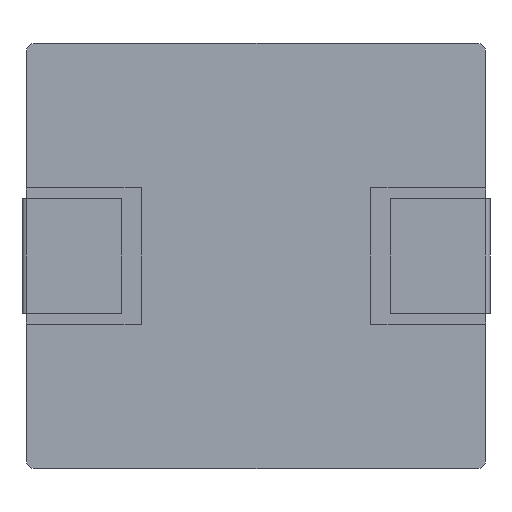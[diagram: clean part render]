
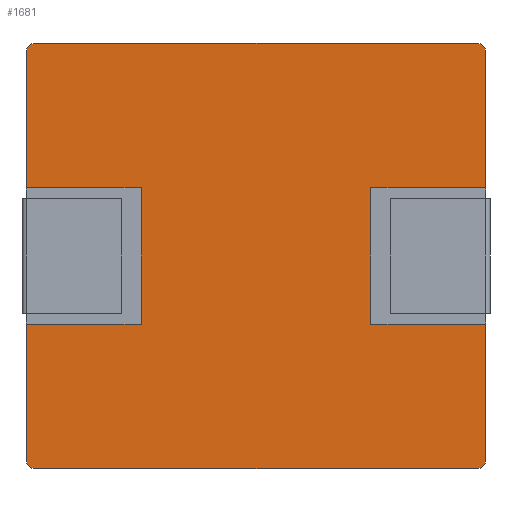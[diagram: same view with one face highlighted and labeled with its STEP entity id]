
A CAD part, front view. The second image highlights one B-rep face of the part: STEP entity #1681.
In plain terms, the highlighted planar face has unit normal (0, -1, 0).
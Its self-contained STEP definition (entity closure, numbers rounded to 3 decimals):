
#40 = CARTESIAN_POINT ( 'NONE',  ( -5.2, -1.9, 4.8 ) ) ;
#42 = VECTOR ( 'NONE', #328, 1000. ) ;
#72 = VECTOR ( 'NONE', #1867, 1000. ) ;
#76 = CARTESIAN_POINT ( 'NONE',  ( 5.2, -1.9, 4.8 ) ) ;
#78 = ORIENTED_EDGE ( 'NONE', *, *, #1789, .F. ) ;
#92 = DIRECTION ( 'NONE',  ( 0., 1., 0. ) ) ;
#106 = LINE ( 'NONE', #1671, #176 ) ;
#108 = VECTOR ( 'NONE', #739, 1000. ) ;
#119 = EDGE_CURVE ( 'NONE', #568, #1005, #1175, .T. ) ;
#123 = CARTESIAN_POINT ( 'NONE',  ( -5.4, -1.9, -1.6 ) ) ;
#132 = EDGE_CURVE ( 'NONE', #715, #493, #1826, .T. ) ;
#142 = CARTESIAN_POINT ( 'NONE',  ( -5.4, -1.9, -5. ) ) ;
#148 = CARTESIAN_POINT ( 'NONE',  ( -5.2, -1.9, -5. ) ) ;
#158 = CARTESIAN_POINT ( 'NONE',  ( 5.4, -1.9, 1.6 ) ) ;
#166 = VECTOR ( 'NONE', #1087, 1000. ) ;
#176 = VECTOR ( 'NONE', #1640, 1000. ) ;
#197 = CARTESIAN_POINT ( 'NONE',  ( -2.7, -1.9, 1.6 ) ) ;
#221 = CARTESIAN_POINT ( 'NONE',  ( 2.7, -1.9, -1.6 ) ) ;
#231 = LINE ( 'NONE', #930, #2019 ) ;
#252 = EDGE_CURVE ( 'NONE', #594, #1393, #1378, .T. ) ;
#307 = CARTESIAN_POINT ( 'NONE',  ( -5.4, -1.9, -5. ) ) ;
#318 = ORIENTED_EDGE ( 'NONE', *, *, #958, .T. ) ;
#328 = DIRECTION ( 'NONE',  ( 0., 0., -1. ) ) ;
#361 = VECTOR ( 'NONE', #637, 1000. ) ;
#368 = VERTEX_POINT ( 'NONE', #2030 ) ;
#376 = VECTOR ( 'NONE', #1252, 1000. ) ;
#396 = LINE ( 'NONE', #512, #42 ) ;
#406 = CARTESIAN_POINT ( 'NONE',  ( -2.7, -1.9, 1.6 ) ) ;
#409 = CARTESIAN_POINT ( 'NONE',  ( 2.7, -1.9, -1.6 ) ) ;
#418 = ORIENTED_EDGE ( 'NONE', *, *, #119, .F. ) ;
#419 = CARTESIAN_POINT ( 'NONE',  ( 2.7, -1.9, 1.6 ) ) ;
#436 = LINE ( 'NONE', #409, #108 ) ;
#437 = CARTESIAN_POINT ( 'NONE',  ( -5.2, -1.9, 5. ) ) ;
#493 = VERTEX_POINT ( 'NONE', #148 ) ;
#512 = CARTESIAN_POINT ( 'NONE',  ( 5.4, -1.9, -5. ) ) ;
#518 = DIRECTION ( 'NONE',  ( 0., -1., 0. ) ) ;
#552 = DIRECTION ( 'NONE',  ( 0., -1., 0. ) ) ;
#566 = CARTESIAN_POINT ( 'NONE',  ( -5.2, -1.9, -4.8 ) ) ;
#568 = VERTEX_POINT ( 'NONE', #1831 ) ;
#593 = CARTESIAN_POINT ( 'NONE',  ( -5.4, -1.9, -5. ) ) ;
#594 = VERTEX_POINT ( 'NONE', #1542 ) ;
#633 = VECTOR ( 'NONE', #1312, 1000. ) ;
#637 = DIRECTION ( 'NONE',  ( 0., 0., 1. ) ) ;
#652 = LINE ( 'NONE', #406, #72 ) ;
#656 = ORIENTED_EDGE ( 'NONE', *, *, #1830, .F. ) ;
#657 = AXIS2_PLACEMENT_3D ( 'NONE', #566, #552, #1383 ) ;
#671 = EDGE_CURVE ( 'NONE', #1123, #811, #436, .T. ) ;
#674 = ORIENTED_EDGE ( 'NONE', *, *, #1972, .T. ) ;
#675 = VERTEX_POINT ( 'NONE', #437 ) ;
#715 = VERTEX_POINT ( 'NONE', #1803 ) ;
#720 = AXIS2_PLACEMENT_3D ( 'NONE', #76, #870, #2001 ) ;
#723 = EDGE_CURVE ( 'NONE', #1393, #1034, #106, .T. ) ;
#733 = CARTESIAN_POINT ( 'NONE',  ( -2.7, -1.9, -1.6 ) ) ;
#739 = DIRECTION ( 'NONE',  ( 1., 0., 0. ) ) ;
#761 = PLANE ( 'NONE',  #1825 ) ;
#764 = CARTESIAN_POINT ( 'NONE',  ( -2.7, -1.9, 1.6 ) ) ;
#769 = AXIS2_PLACEMENT_3D ( 'NONE', #1758, #1933, #2083 ) ;
#783 = EDGE_CURVE ( 'NONE', #1137, #368, #1314, .T. ) ;
#784 = VECTOR ( 'NONE', #793, 1000. ) ;
#793 = DIRECTION ( 'NONE',  ( 1., 0., 0. ) ) ;
#811 = VERTEX_POINT ( 'NONE', #1331 ) ;
#837 = LINE ( 'NONE', #2079, #784 ) ;
#839 = CIRCLE ( 'NONE', #657, 0.2 ) ;
#841 = DIRECTION ( 'NONE',  ( 0., 0., 1. ) ) ;
#870 = DIRECTION ( 'NONE',  ( 0., -1., 0. ) ) ;
#910 = ORIENTED_EDGE ( 'NONE', *, *, #783, .F. ) ;
#930 = CARTESIAN_POINT ( 'NONE',  ( -2.7, -1.9, -1.6 ) ) ;
#958 = EDGE_CURVE ( 'NONE', #594, #1240, #1013, .T. ) ;
#1005 = VERTEX_POINT ( 'NONE', #123 ) ;
#1013 = CIRCLE ( 'NONE', #720, 0.2 ) ;
#1034 = VERTEX_POINT ( 'NONE', #419 ) ;
#1049 = EDGE_CURVE ( 'NONE', #568, #493, #839, .T. ) ;
#1057 = DIRECTION ( 'NONE',  ( 0., 0., 1. ) ) ;
#1063 = VERTEX_POINT ( 'NONE', #733 ) ;
#1087 = DIRECTION ( 'NONE',  ( 0., 0., -1. ) ) ;
#1123 = VERTEX_POINT ( 'NONE', #221 ) ;
#1137 = VERTEX_POINT ( 'NONE', #764 ) ;
#1140 = ORIENTED_EDGE ( 'NONE', *, *, #1718, .F. ) ;
#1175 = LINE ( 'NONE', #142, #361 ) ;
#1195 = DIRECTION ( 'NONE',  ( 0., 0., -1. ) ) ;
#1197 = CARTESIAN_POINT ( 'NONE',  ( 5.4, -1.9, -4.8 ) ) ;
#1204 = FACE_OUTER_BOUND ( 'NONE', #2073, .T. ) ;
#1212 = EDGE_CURVE ( 'NONE', #368, #1901, #1710, .T. ) ;
#1228 = CIRCLE ( 'NONE', #1649, 0.2 ) ;
#1231 = ORIENTED_EDGE ( 'NONE', *, *, #1049, .T. ) ;
#1240 = VERTEX_POINT ( 'NONE', #1873 ) ;
#1242 = CARTESIAN_POINT ( 'NONE',  ( 0., -1.9, 0. ) ) ;
#1252 = DIRECTION ( 'NONE',  ( 0., 0., 1. ) ) ;
#1278 = CARTESIAN_POINT ( 'NONE',  ( -5.4, -1.9, 4.8 ) ) ;
#1312 = DIRECTION ( 'NONE',  ( -1., 0., 0. ) ) ;
#1314 = LINE ( 'NONE', #197, #633 ) ;
#1331 = CARTESIAN_POINT ( 'NONE',  ( 5.4, -1.9, -1.6 ) ) ;
#1338 = ORIENTED_EDGE ( 'NONE', *, *, #1212, .F. ) ;
#1341 = EDGE_CURVE ( 'NONE', #675, #1240, #837, .T. ) ;
#1378 = LINE ( 'NONE', #1652, #1600 ) ;
#1383 = DIRECTION ( 'NONE',  ( 0., 0., 1. ) ) ;
#1393 = VERTEX_POINT ( 'NONE', #158 ) ;
#1406 = EDGE_CURVE ( 'NONE', #715, #2077, #1868, .T. ) ;
#1421 = DIRECTION ( 'NONE',  ( 1., 0., 0. ) ) ;
#1462 = LINE ( 'NONE', #1757, #166 ) ;
#1541 = EDGE_CURVE ( 'NONE', #811, #2077, #396, .T. ) ;
#1542 = CARTESIAN_POINT ( 'NONE',  ( 5.4, -1.9, 4.8 ) ) ;
#1584 = DIRECTION ( 'NONE',  ( -1., 0., 0. ) ) ;
#1600 = VECTOR ( 'NONE', #1195, 1000. ) ;
#1640 = DIRECTION ( 'NONE',  ( -1., 0., 0. ) ) ;
#1649 = AXIS2_PLACEMENT_3D ( 'NONE', #40, #518, #841 ) ;
#1652 = CARTESIAN_POINT ( 'NONE',  ( 5.4, -1.9, -5. ) ) ;
#1671 = CARTESIAN_POINT ( 'NONE',  ( 2.7, -1.9, 1.6 ) ) ;
#1681 = ADVANCED_FACE ( 'NONE', ( #1204 ), #761, .F. ) ;
#1682 = ORIENTED_EDGE ( 'NONE', *, *, #1541, .F. ) ;
#1710 = LINE ( 'NONE', #593, #376 ) ;
#1718 = EDGE_CURVE ( 'NONE', #1063, #1137, #652, .T. ) ;
#1757 = CARTESIAN_POINT ( 'NONE',  ( 2.7, -1.9, 1.6 ) ) ;
#1758 = CARTESIAN_POINT ( 'NONE',  ( 5.2, -1.9, -4.8 ) ) ;
#1788 = ORIENTED_EDGE ( 'NONE', *, *, #252, .F. ) ;
#1789 = EDGE_CURVE ( 'NONE', #1005, #1063, #231, .T. ) ;
#1803 = CARTESIAN_POINT ( 'NONE',  ( 5.2, -1.9, -5. ) ) ;
#1825 = AXIS2_PLACEMENT_3D ( 'NONE', #1242, #92, #1057 ) ;
#1826 = LINE ( 'NONE', #307, #1854 ) ;
#1829 = ORIENTED_EDGE ( 'NONE', *, *, #723, .F. ) ;
#1830 = EDGE_CURVE ( 'NONE', #1034, #1123, #1462, .T. ) ;
#1831 = CARTESIAN_POINT ( 'NONE',  ( -5.4, -1.9, -4.8 ) ) ;
#1854 = VECTOR ( 'NONE', #1584, 1000. ) ;
#1867 = DIRECTION ( 'NONE',  ( 0., 0., 1. ) ) ;
#1868 = CIRCLE ( 'NONE', #769, 0.2 ) ;
#1873 = CARTESIAN_POINT ( 'NONE',  ( 5.2, -1.9, 5. ) ) ;
#1901 = VERTEX_POINT ( 'NONE', #1278 ) ;
#1912 = ORIENTED_EDGE ( 'NONE', *, *, #132, .F. ) ;
#1933 = DIRECTION ( 'NONE',  ( 0., -1., 0. ) ) ;
#1953 = ORIENTED_EDGE ( 'NONE', *, *, #1341, .F. ) ;
#1962 = ORIENTED_EDGE ( 'NONE', *, *, #1406, .T. ) ;
#1972 = EDGE_CURVE ( 'NONE', #675, #1901, #1228, .T. ) ;
#2001 = DIRECTION ( 'NONE',  ( 0., 0., 1. ) ) ;
#2019 = VECTOR ( 'NONE', #1421, 1000. ) ;
#2030 = CARTESIAN_POINT ( 'NONE',  ( -5.4, -1.9, 1.6 ) ) ;
#2073 = EDGE_LOOP ( 'NONE', ( #1912, #1962, #1682, #2085, #656, #1829, #1788, #318, #1953, #674, #1338, #910, #1140, #78, #418, #1231 ) ) ;
#2077 = VERTEX_POINT ( 'NONE', #1197 ) ;
#2079 = CARTESIAN_POINT ( 'NONE',  ( -5.4, -1.9, 5. ) ) ;
#2083 = DIRECTION ( 'NONE',  ( 0., 0., 1. ) ) ;
#2085 = ORIENTED_EDGE ( 'NONE', *, *, #671, .F. ) ;
